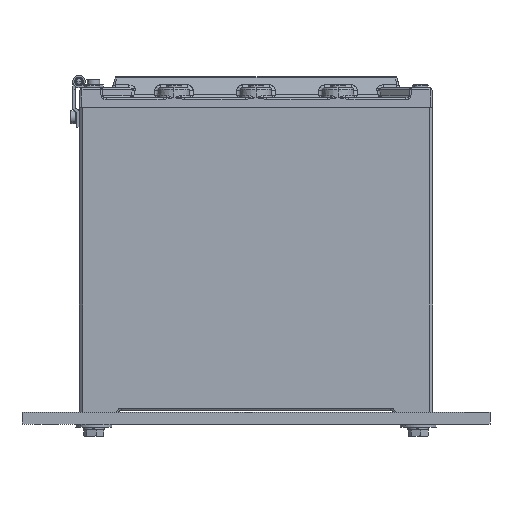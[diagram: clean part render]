
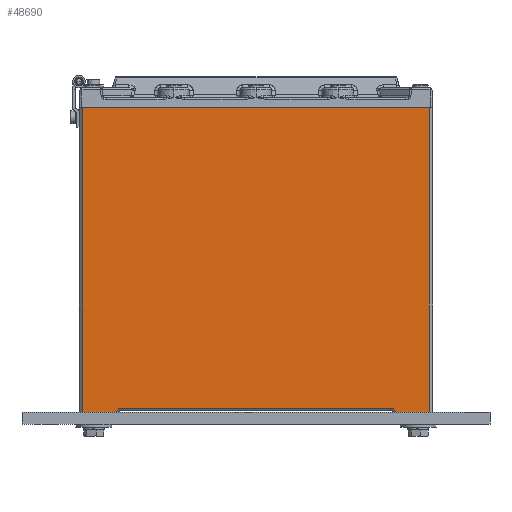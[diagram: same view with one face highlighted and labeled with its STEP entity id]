
A CAD part, front view. The second image highlights one B-rep face of the part: STEP entity #48690.
In plain terms, the highlighted planar face has unit normal (0, -1, 0).
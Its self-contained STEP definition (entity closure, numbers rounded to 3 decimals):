
#1414 = LINE ( 'NONE', #30880, #10765 ) ;
#1481 = EDGE_CURVE ( 'NONE', #48604, #18119, #1414, .T. ) ;
#2813 = CARTESIAN_POINT ( 'NONE',  ( 137., -180., -308.5 ) ) ;
#3295 = DIRECTION ( 'NONE',  ( 0., 0., -1. ) ) ;
#3490 = ORIENTED_EDGE ( 'NONE', *, *, #26263, .F. ) ;
#4288 = CARTESIAN_POINT ( 'NONE',  ( 176., -180., -43. ) ) ;
#4726 = CARTESIAN_POINT ( 'NONE',  ( -137., -180., -308.5 ) ) ;
#5519 = CARTESIAN_POINT ( 'NONE',  ( 176., -180., -2.5 ) ) ;
#6039 = VERTEX_POINT ( 'NONE', #32627 ) ;
#6816 = DIRECTION ( 'NONE',  ( 1., 0., 0. ) ) ;
#6856 = EDGE_CURVE ( 'NONE', #16690, #6039, #8331, .T. ) ;
#7043 = ORIENTED_EDGE ( 'NONE', *, *, #1481, .F. ) ;
#8331 = CIRCLE ( 'NONE', #47691, 5. ) ;
#8533 = DIRECTION ( 'NONE',  ( -1., 0., 0. ) ) ;
#8961 = VECTOR ( 'NONE', #13500, 1000. ) ;
#10765 = VECTOR ( 'NONE', #6816, 1000. ) ;
#11305 = CARTESIAN_POINT ( 'NONE',  ( -137., -180., -313.5 ) ) ;
#11700 = VERTEX_POINT ( 'NONE', #49179 ) ;
#11956 = CIRCLE ( 'NONE', #30627, 5. ) ;
#12841 = VERTEX_POINT ( 'NONE', #32960 ) ;
#13500 = DIRECTION ( 'NONE',  ( 0., 0., -1. ) ) ;
#15389 = DIRECTION ( 'NONE',  ( 0., 0., -1. ) ) ;
#16239 = ORIENTED_EDGE ( 'NONE', *, *, #41358, .T. ) ;
#16310 = CARTESIAN_POINT ( 'NONE',  ( -141.899, -180., -312.5 ) ) ;
#16690 = VERTEX_POINT ( 'NONE', #37017 ) ;
#17502 = CARTESIAN_POINT ( 'NONE',  ( 180., -180., -312.5 ) ) ;
#18119 = VERTEX_POINT ( 'NONE', #5519 ) ;
#23878 = VECTOR ( 'NONE', #29638, 1000. ) ;
#24528 = LINE ( 'NONE', #28588, #33979 ) ;
#26263 = EDGE_CURVE ( 'NONE', #50373, #12841, #46491, .T. ) ;
#27349 = DIRECTION ( 'NONE',  ( 0., -1., 0. ) ) ;
#27567 = EDGE_CURVE ( 'NONE', #32951, #16690, #47644, .T. ) ;
#28472 = FACE_OUTER_BOUND ( 'NONE', #50427, .T. ) ;
#28588 = CARTESIAN_POINT ( 'NONE',  ( 180., -180., -312.5 ) ) ;
#29154 = VECTOR ( 'NONE', #32365, 1000. ) ;
#29410 = ORIENTED_EDGE ( 'NONE', *, *, #43561, .T. ) ;
#29638 = DIRECTION ( 'NONE',  ( -1., 0., 0. ) ) ;
#30627 = AXIS2_PLACEMENT_3D ( 'NONE', #11305, #39351, #15389 ) ;
#30880 = CARTESIAN_POINT ( 'NONE',  ( -180., -180., -2.5 ) ) ;
#31199 = CARTESIAN_POINT ( 'NONE',  ( -180., -180., -43. ) ) ;
#32365 = DIRECTION ( 'NONE',  ( 0., 0., 1. ) ) ;
#32627 = CARTESIAN_POINT ( 'NONE',  ( 141.899, -180., -312.5 ) ) ;
#32951 = VERTEX_POINT ( 'NONE', #4726 ) ;
#32960 = CARTESIAN_POINT ( 'NONE',  ( -176., -180., -312.5 ) ) ;
#33979 = VECTOR ( 'NONE', #8533, 1000. ) ;
#34586 = ORIENTED_EDGE ( 'NONE', *, *, #51575, .F. ) ;
#34902 = DIRECTION ( 'NONE',  ( 1., 0., 0. ) ) ;
#35708 = VECTOR ( 'NONE', #34902, 1000. ) ;
#37017 = CARTESIAN_POINT ( 'NONE',  ( 137., -180., -308.5 ) ) ;
#37479 = AXIS2_PLACEMENT_3D ( 'NONE', #31199, #27349, #3295 ) ;
#38499 = LINE ( 'NONE', #4288, #29154 ) ;
#38529 = ORIENTED_EDGE ( 'NONE', *, *, #6856, .T. ) ;
#39351 = DIRECTION ( 'NONE',  ( 0., 1., 0. ) ) ;
#40481 = ORIENTED_EDGE ( 'NONE', *, *, #42121, .T. ) ;
#40536 = ORIENTED_EDGE ( 'NONE', *, *, #27567, .T. ) ;
#41358 = EDGE_CURVE ( 'NONE', #11700, #18119, #38499, .T. ) ;
#41527 = CARTESIAN_POINT ( 'NONE',  ( -176., -180., -43. ) ) ;
#42121 = EDGE_CURVE ( 'NONE', #48604, #12841, #50420, .T. ) ;
#43561 = EDGE_CURVE ( 'NONE', #50373, #32951, #11956, .T. ) ;
#44696 = DIRECTION ( 'NONE',  ( 0., 1., 0. ) ) ;
#46491 = LINE ( 'NONE', #17502, #23878 ) ;
#47644 = LINE ( 'NONE', #2813, #35708 ) ;
#47691 = AXIS2_PLACEMENT_3D ( 'NONE', #51790, #44696, #50784 ) ;
#48604 = VERTEX_POINT ( 'NONE', #49989 ) ;
#48690 = ADVANCED_FACE ( 'NONE', ( #28472 ), #51342, .T. ) ;
#49179 = CARTESIAN_POINT ( 'NONE',  ( 176., -180., -312.5 ) ) ;
#49989 = CARTESIAN_POINT ( 'NONE',  ( -176., -180., -2.5 ) ) ;
#50373 = VERTEX_POINT ( 'NONE', #16310 ) ;
#50420 = LINE ( 'NONE', #41527, #8961 ) ;
#50427 = EDGE_LOOP ( 'NONE', ( #34586, #16239, #7043, #40481, #3490, #29410, #40536, #38529 ) ) ;
#50784 = DIRECTION ( 'NONE',  ( 0., 0., -1. ) ) ;
#51342 = PLANE ( 'NONE',  #37479 ) ;
#51575 = EDGE_CURVE ( 'NONE', #11700, #6039, #24528, .T. ) ;
#51790 = CARTESIAN_POINT ( 'NONE',  ( 137., -180., -313.5 ) ) ;
